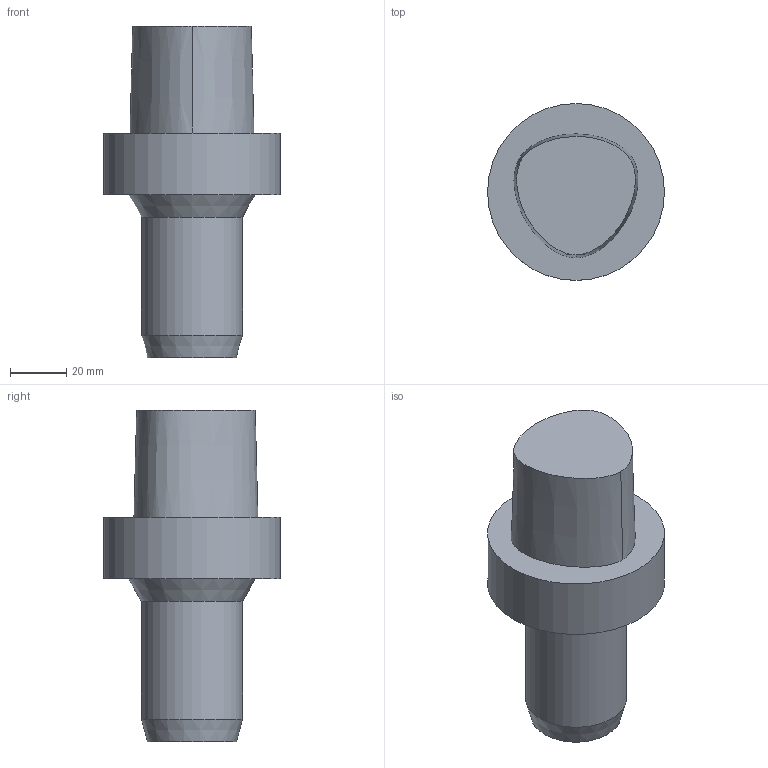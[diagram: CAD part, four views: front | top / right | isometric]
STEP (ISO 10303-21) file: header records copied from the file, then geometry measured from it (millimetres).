
FILE_DESCRIPTION((''),'1');
FILE_NAME('C6-MGT6-80.stp','2012-12-05T04:00:02',(''),(''),'Spatial Interop R18','Kubotek KeyCreator V8.5.1 (14335)',' ');
FILE_SCHEMA(('CONFIG_CONTROL_DESIGN'));
Length unit declared in the file: millimetre
Products named in the file (1): 1
Bounding box: 62.98 x 62.98 x 118 mm (x, y, z)
Volume: 183698.4 mm3; surface area: 21606.4 mm2
Topology: 1 solids, 1 shells, 11 faces, 19 edges, 11 vertices
Faces by surface type: plane 4, cone 3, bspline 2, cylinder 2
Full cylindrical faces by diameter (mm): 36 x1, 62.985 x1
Entity records: 466 total; most frequent: CARTESIAN_POINT 238, DIRECTION 37, ORIENTED_EDGE 28, AXIS2_PLACEMENT_3D 17, EDGE_LOOP 17, EDGE_CURVE 14, ADVANCED_FACE 11, VERTEX_POINT 11
